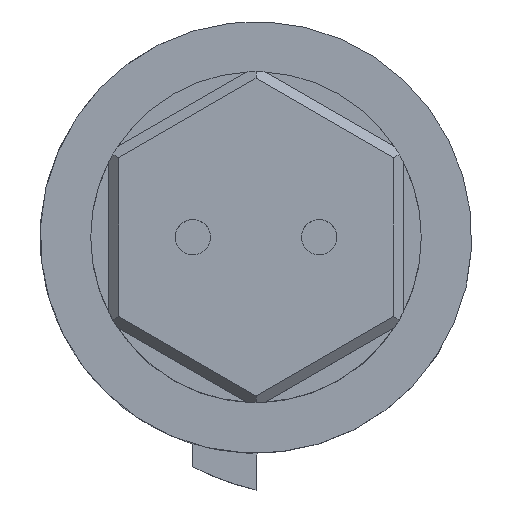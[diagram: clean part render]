
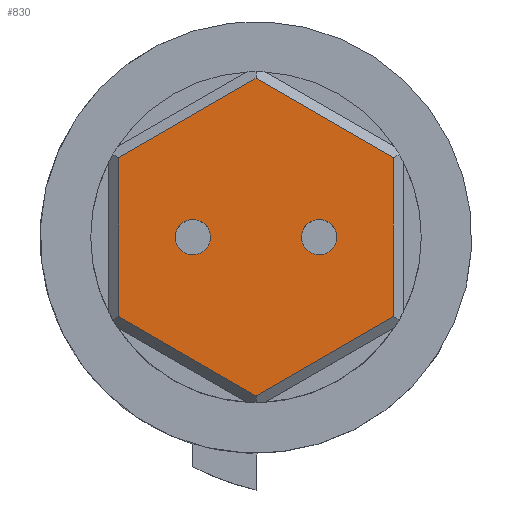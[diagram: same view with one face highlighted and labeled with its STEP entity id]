
A CAD part, top view. The second image highlights one B-rep face of the part: STEP entity #830.
In plain terms, the highlighted planar face has unit normal (0, 0, 1).
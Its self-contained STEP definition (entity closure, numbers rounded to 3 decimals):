
#40=FACE_BOUND('',#178,.T.);
#41=FACE_BOUND('',#179,.T.);
#74=PLANE('',#944);
#123=FACE_OUTER_BOUND('',#177,.T.);
#177=EDGE_LOOP('',(#750,#751,#752,#753,#754,#755));
#178=EDGE_LOOP('',(#756));
#179=EDGE_LOOP('',(#757));
#224=LINE('',#1368,#294);
#243=LINE('',#1429,#313);
#246=LINE('',#1435,#316);
#249=LINE('',#1441,#319);
#250=LINE('',#1444,#320);
#251=LINE('',#1445,#321);
#294=VECTOR('',#1105,10.);
#313=VECTOR('',#1180,10.);
#316=VECTOR('',#1187,10.);
#319=VECTOR('',#1194,10.);
#320=VECTOR('',#1197,10.);
#321=VECTOR('',#1198,10.);
#349=CIRCLE('',#931,1.4);
#351=CIRCLE('',#935,1.4);
#413=VERTEX_POINT('',#1365);
#414=VERTEX_POINT('',#1367);
#422=VERTEX_POINT('',#1410);
#424=VERTEX_POINT('',#1417);
#425=VERTEX_POINT('',#1427);
#426=VERTEX_POINT('',#1433);
#427=VERTEX_POINT('',#1439);
#428=VERTEX_POINT('',#1443);
#506=EDGE_CURVE('',#413,#414,#224,.F.);
#525=EDGE_CURVE('',#422,#422,#349,.F.);
#528=EDGE_CURVE('',#424,#424,#351,.F.);
#534=EDGE_CURVE('',#425,#413,#243,.F.);
#537=EDGE_CURVE('',#426,#425,#246,.F.);
#540=EDGE_CURVE('',#414,#427,#249,.F.);
#541=EDGE_CURVE('',#427,#428,#250,.F.);
#542=EDGE_CURVE('',#428,#426,#251,.F.);
#750=ORIENTED_EDGE('',*,*,#541,.F.);
#751=ORIENTED_EDGE('',*,*,#540,.F.);
#752=ORIENTED_EDGE('',*,*,#506,.F.);
#753=ORIENTED_EDGE('',*,*,#534,.F.);
#754=ORIENTED_EDGE('',*,*,#537,.F.);
#755=ORIENTED_EDGE('',*,*,#542,.F.);
#756=ORIENTED_EDGE('',*,*,#525,.T.);
#757=ORIENTED_EDGE('',*,*,#528,.T.);
#830=ADVANCED_FACE('',(#123,#40,#41),#74,.T.);
#931=AXIS2_PLACEMENT_3D('',#1411,#1156,#1157);
#935=AXIS2_PLACEMENT_3D('',#1418,#1165,#1166);
#944=AXIS2_PLACEMENT_3D('',#1442,#1195,#1196);
#1105=DIRECTION('',(0.866,-0.5,0.));
#1156=DIRECTION('center_axis',(0.,0.,1.));
#1157=DIRECTION('ref_axis',(1.,0.,0.));
#1165=DIRECTION('center_axis',(0.,0.,1.));
#1166=DIRECTION('ref_axis',(1.,0.,0.));
#1180=DIRECTION('',(0.866,0.5,0.));
#1187=DIRECTION('',(0.,1.,0.));
#1194=DIRECTION('',(0.,-1.,0.));
#1195=DIRECTION('center_axis',(0.,0.,1.));
#1196=DIRECTION('ref_axis',(1.,0.,0.));
#1197=DIRECTION('',(-0.866,-0.5,0.));
#1198=DIRECTION('',(-0.866,0.5,0.));
#1365=CARTESIAN_POINT('',(0.,-12.576,25.3));
#1367=CARTESIAN_POINT('',(-10.891,-6.288,25.3));
#1368=CARTESIAN_POINT('',(-6.907,-8.588,25.3));
#1410=CARTESIAN_POINT('',(-6.4,0.,25.3));
#1411=CARTESIAN_POINT('Origin',(-5.,0.,25.3));
#1417=CARTESIAN_POINT('',(3.6,0.,25.3));
#1418=CARTESIAN_POINT('Origin',(5.,0.,25.3));
#1427=CARTESIAN_POINT('',(10.891,-6.288,25.3));
#1429=CARTESIAN_POINT('',(3.984,-10.276,25.3));
#1433=CARTESIAN_POINT('',(10.891,6.288,25.3));
#1435=CARTESIAN_POINT('',(10.891,-1.688,25.3));
#1439=CARTESIAN_POINT('',(-10.891,6.288,25.3));
#1441=CARTESIAN_POINT('',(-10.891,1.688,25.3));
#1442=CARTESIAN_POINT('Origin',(0.,0.,25.3));
#1443=CARTESIAN_POINT('',(0.,12.576,25.3));
#1444=CARTESIAN_POINT('',(-3.984,10.276,25.3));
#1445=CARTESIAN_POINT('',(6.907,8.588,25.3));
